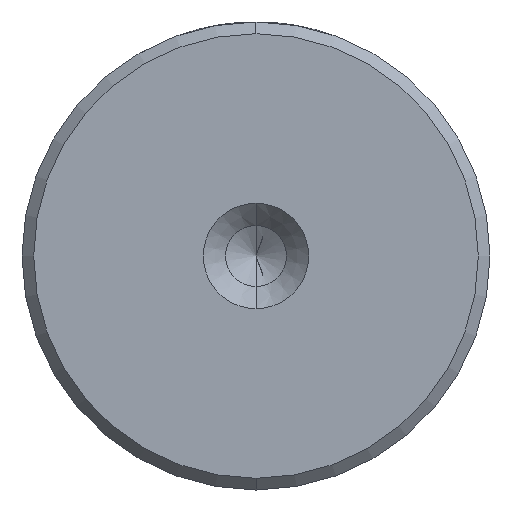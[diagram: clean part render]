
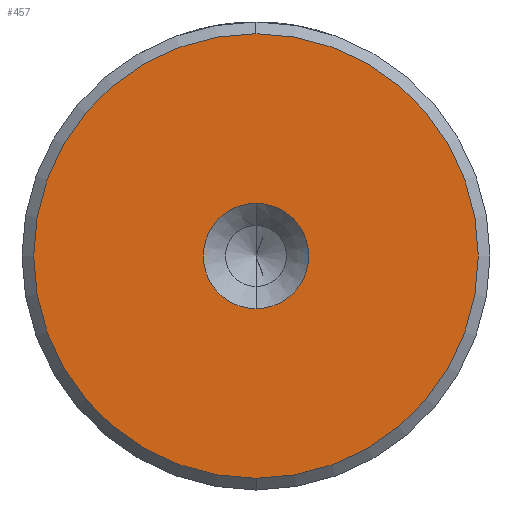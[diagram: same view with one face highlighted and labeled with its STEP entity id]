
A CAD part, left-side view. The second image highlights one B-rep face of the part: STEP entity #457.
In plain terms, the highlighted planar face has unit normal (-1, 0, 0).
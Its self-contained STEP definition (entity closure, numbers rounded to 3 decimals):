
#80 = ORIENTED_EDGE ( 'NONE', *, *, #614, .F. ) ;
#112 = CARTESIAN_POINT ( 'NONE',  ( 0., 0., 0. ) ) ;
#132 = VERTEX_POINT ( 'NONE', #2594 ) ;
#256 = ORIENTED_EDGE ( 'NONE', *, *, #1790, .T. ) ;
#310 = FACE_BOUND ( 'NONE', #1248, .T. ) ;
#338 = DIRECTION ( 'NONE',  ( 0., 0., 1. ) ) ;
#457 = ADVANCED_FACE ( 'NONE', ( #1453, #310 ), #1303, .T. ) ;
#517 = EDGE_CURVE ( 'NONE', #2580, #2402, #1305, .T. ) ;
#550 = CARTESIAN_POINT ( 'NONE',  ( 0., 0., 0. ) ) ;
#614 = EDGE_CURVE ( 'NONE', #2402, #2580, #2296, .T. ) ;
#629 = AXIS2_PLACEMENT_3D ( 'NONE', #1347, #1093, #1071 ) ;
#714 = CIRCLE ( 'NONE', #1636, 9.5 ) ;
#848 = CARTESIAN_POINT ( 'NONE',  ( 0., 0., 0. ) ) ;
#923 = DIRECTION ( 'NONE',  ( -1., 0., 0. ) ) ;
#1071 = DIRECTION ( 'NONE',  ( 0., 0., 1. ) ) ;
#1077 = AXIS2_PLACEMENT_3D ( 'NONE', #848, #1763, #2646 ) ;
#1093 = DIRECTION ( 'NONE',  ( -1., 0., 0. ) ) ;
#1117 = CARTESIAN_POINT ( 'NONE',  ( 0., 0., -2.25 ) ) ;
#1231 = CIRCLE ( 'NONE', #2165, 9.5 ) ;
#1248 = EDGE_LOOP ( 'NONE', ( #2941, #80 ) ) ;
#1303 = PLANE ( 'NONE',  #629 ) ;
#1305 = CIRCLE ( 'NONE', #1077, 2.25 ) ;
#1313 = ORIENTED_EDGE ( 'NONE', *, *, #2833, .T. ) ;
#1335 = CARTESIAN_POINT ( 'NONE',  ( 0., 0., 0. ) ) ;
#1347 = CARTESIAN_POINT ( 'NONE',  ( 0., 0., 0. ) ) ;
#1453 = FACE_OUTER_BOUND ( 'NONE', #2154, .T. ) ;
#1454 = CARTESIAN_POINT ( 'NONE',  ( 0., 0., 2.25 ) ) ;
#1555 = DIRECTION ( 'NONE',  ( 0., 0., 1. ) ) ;
#1636 = AXIS2_PLACEMENT_3D ( 'NONE', #1335, #2908, #1555 ) ;
#1706 = DIRECTION ( 'NONE',  ( -1., 0., 0. ) ) ;
#1763 = DIRECTION ( 'NONE',  ( -1., 0., 0. ) ) ;
#1790 = EDGE_CURVE ( 'NONE', #132, #2192, #1231, .T. ) ;
#2154 = EDGE_LOOP ( 'NONE', ( #1313, #256 ) ) ;
#2165 = AXIS2_PLACEMENT_3D ( 'NONE', #550, #923, #2518 ) ;
#2192 = VERTEX_POINT ( 'NONE', #2612 ) ;
#2296 = CIRCLE ( 'NONE', #2452, 2.25 ) ;
#2402 = VERTEX_POINT ( 'NONE', #1117 ) ;
#2452 = AXIS2_PLACEMENT_3D ( 'NONE', #112, #1706, #338 ) ;
#2518 = DIRECTION ( 'NONE',  ( 0., 0., 1. ) ) ;
#2580 = VERTEX_POINT ( 'NONE', #1454 ) ;
#2594 = CARTESIAN_POINT ( 'NONE',  ( 0., 0., 9.5 ) ) ;
#2612 = CARTESIAN_POINT ( 'NONE',  ( 0., 0., -9.5 ) ) ;
#2646 = DIRECTION ( 'NONE',  ( 0., 0., 1. ) ) ;
#2833 = EDGE_CURVE ( 'NONE', #2192, #132, #714, .T. ) ;
#2908 = DIRECTION ( 'NONE',  ( -1., 0., 0. ) ) ;
#2941 = ORIENTED_EDGE ( 'NONE', *, *, #517, .F. ) ;
